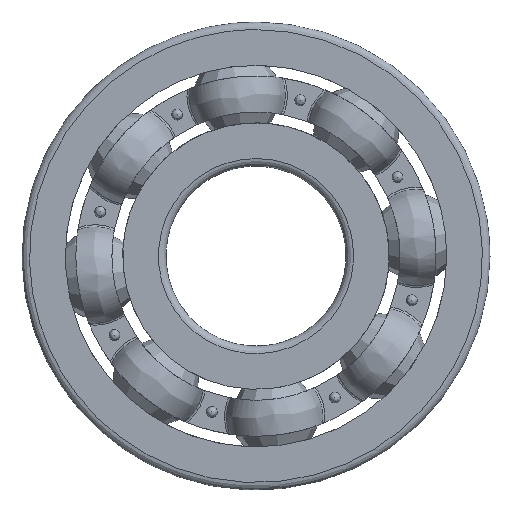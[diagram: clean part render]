
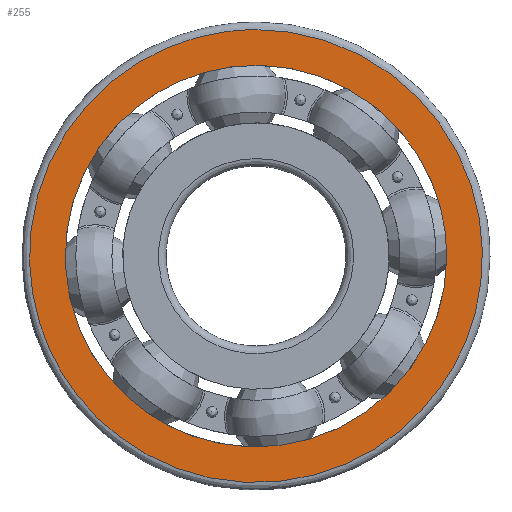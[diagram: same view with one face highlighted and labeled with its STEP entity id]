
A CAD part, left-side view. The second image highlights one B-rep face of the part: STEP entity #255.
In plain terms, the highlighted free-form (B-spline) face has degree [1, 1] with [2, 2] control points.
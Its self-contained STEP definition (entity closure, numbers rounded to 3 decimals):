
#218 = VERTEX_POINT('',#219);
#219 = CARTESIAN_POINT('',(-18.822,-64.36,
    0.));
#224 = EDGE_CURVE('',#218,#218,#225,.T.);
#225 = ( BOUNDED_CURVE() B_SPLINE_CURVE(2,(#226,#227,#228,#229,#230,#231
,#232),.UNSPECIFIED.,.T.,.F.) B_SPLINE_CURVE_WITH_KNOTS((3,2,2,3),(
    4.712,6.807,8.901,10.996),
.PIECEWISE_BEZIER_KNOTS.) CURVE() GEOMETRIC_REPRESENTATION_ITEM() 
RATIONAL_B_SPLINE_CURVE((1.,0.5,1.,0.5,1.,0.5,1.)) REPRESENTATION_ITEM(
  '') );
#226 = CARTESIAN_POINT('',(-18.822,-64.36,
    0.));
#227 = CARTESIAN_POINT('',(-18.822,-64.36,
    -111.475));
#228 = CARTESIAN_POINT('',(-18.822,32.18,
    -55.737));
#229 = CARTESIAN_POINT('',(-18.822,128.72,
    0.));
#230 = CARTESIAN_POINT('',(-18.822,32.18,55.737
    ));
#231 = CARTESIAN_POINT('',(-18.822,-64.36,
    111.475));
#232 = CARTESIAN_POINT('',(-18.822,-64.36,
    0.));
#255 = ADVANCED_FACE('',(#256,#270),#273,.T.);
#256 = FACE_BOUND('',#257,.T.);
#257 = EDGE_LOOP('',(#258));
#258 = ORIENTED_EDGE('',*,*,#259,.F.);
#259 = EDGE_CURVE('',#260,#260,#262,.T.);
#260 = VERTEX_POINT('',#261);
#261 = CARTESIAN_POINT('',(-18.822,0.,
    76.382));
#262 = ( BOUNDED_CURVE() B_SPLINE_CURVE(2,(#263,#264,#265,#266,#267,#268
,#269),.UNSPECIFIED.,.T.,.F.) B_SPLINE_CURVE_WITH_KNOTS((3,2,2,3),(
    3.142,5.236,7.33,9.425),
.PIECEWISE_BEZIER_KNOTS.) CURVE() GEOMETRIC_REPRESENTATION_ITEM() 
RATIONAL_B_SPLINE_CURVE((1.,0.5,1.,0.5,1.,0.5,1.)) REPRESENTATION_ITEM(
  '') );
#263 = CARTESIAN_POINT('',(-18.822,0.,
    76.382));
#264 = CARTESIAN_POINT('',(-18.822,-132.297,
    76.382));
#265 = CARTESIAN_POINT('',(-18.822,-66.149,
    -38.191));
#266 = CARTESIAN_POINT('',(-18.822,0.,
    -152.764));
#267 = CARTESIAN_POINT('',(-18.822,66.149,
    -38.191));
#268 = CARTESIAN_POINT('',(-18.822,132.297,
    76.382));
#269 = CARTESIAN_POINT('',(-18.822,0.,
    76.382));
#270 = FACE_BOUND('',#271,.T.);
#271 = EDGE_LOOP('',(#272));
#272 = ORIENTED_EDGE('',*,*,#224,.T.);
#273 = B_SPLINE_SURFACE_WITH_KNOTS('',1,1,(
    (#274,#275)
    ,(#276,#277
    )),.UNSPECIFIED.,.F.,.F.,.F.,(2,2),(2,2),(-62.9,62.9),(-125.8,0.),
  .PIECEWISE_BEZIER_KNOTS.);
#274 = CARTESIAN_POINT('',(-18.822,-76.382,
    -76.382));
#275 = CARTESIAN_POINT('',(-18.822,76.382,
    -76.382));
#276 = CARTESIAN_POINT('',(-18.822,-76.382,
    76.382));
#277 = CARTESIAN_POINT('',(-18.822,76.382,
    76.382));
